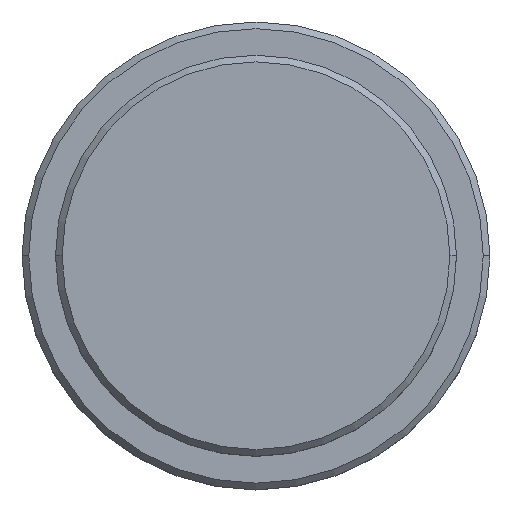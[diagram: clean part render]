
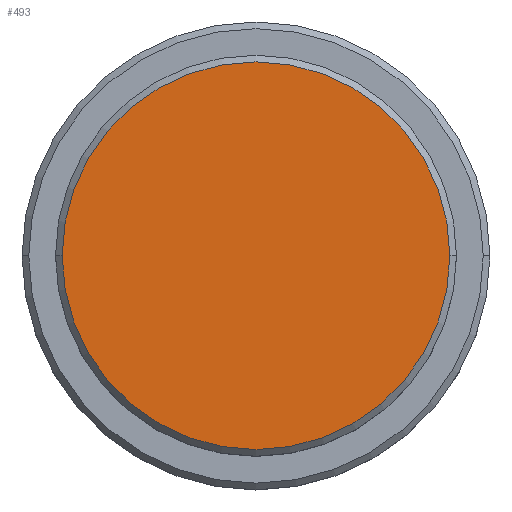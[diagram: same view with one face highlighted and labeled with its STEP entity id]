
A CAD part, top view. The second image highlights one B-rep face of the part: STEP entity #493.
In plain terms, the highlighted planar face has unit normal (0, 0, 1).
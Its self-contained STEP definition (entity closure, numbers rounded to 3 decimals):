
#69 = CARTESIAN_POINT ( 'NONE',  ( 0., 0., 0. ) ) ;
#76 = EDGE_CURVE ( 'NONE', #791, #234, #1411, .T. ) ;
#86 = CARTESIAN_POINT ( 'NONE',  ( 0., 0., 0. ) ) ;
#153 = EDGE_LOOP ( 'NONE', ( #1398, #1107 ) ) ;
#234 = VERTEX_POINT ( 'NONE', #1338 ) ;
#269 = AXIS2_PLACEMENT_3D ( 'NONE', #69, #1029, #275 ) ;
#275 = DIRECTION ( 'NONE',  ( 1., 0., 0. ) ) ;
#289 = DIRECTION ( 'NONE',  ( 1., 0., 0. ) ) ;
#392 = AXIS2_PLACEMENT_3D ( 'NONE', #1282, #1164, #912 ) ;
#493 = ADVANCED_FACE ( 'NONE', ( #1241 ), #933, .T. ) ;
#540 = AXIS2_PLACEMENT_3D ( 'NONE', #86, #1290, #289 ) ;
#680 = CIRCLE ( 'NONE', #392, 14.5 ) ;
#791 = VERTEX_POINT ( 'NONE', #1201 ) ;
#912 = DIRECTION ( 'NONE',  ( 1., 0., 0. ) ) ;
#933 = PLANE ( 'NONE',  #269 ) ;
#1029 = DIRECTION ( 'NONE',  ( 0., 0., 1. ) ) ;
#1107 = ORIENTED_EDGE ( 'NONE', *, *, #76, .T. ) ;
#1164 = DIRECTION ( 'NONE',  ( 0., 0., 1. ) ) ;
#1201 = CARTESIAN_POINT ( 'NONE',  ( 14.5, 0., 0. ) ) ;
#1241 = FACE_OUTER_BOUND ( 'NONE', #153, .T. ) ;
#1282 = CARTESIAN_POINT ( 'NONE',  ( 0., 0., 0. ) ) ;
#1290 = DIRECTION ( 'NONE',  ( 0., 0., 1. ) ) ;
#1338 = CARTESIAN_POINT ( 'NONE',  ( -14.5, 0., 0. ) ) ;
#1350 = EDGE_CURVE ( 'NONE', #234, #791, #680, .T. ) ;
#1398 = ORIENTED_EDGE ( 'NONE', *, *, #1350, .T. ) ;
#1411 = CIRCLE ( 'NONE', #540, 14.5 ) ;
